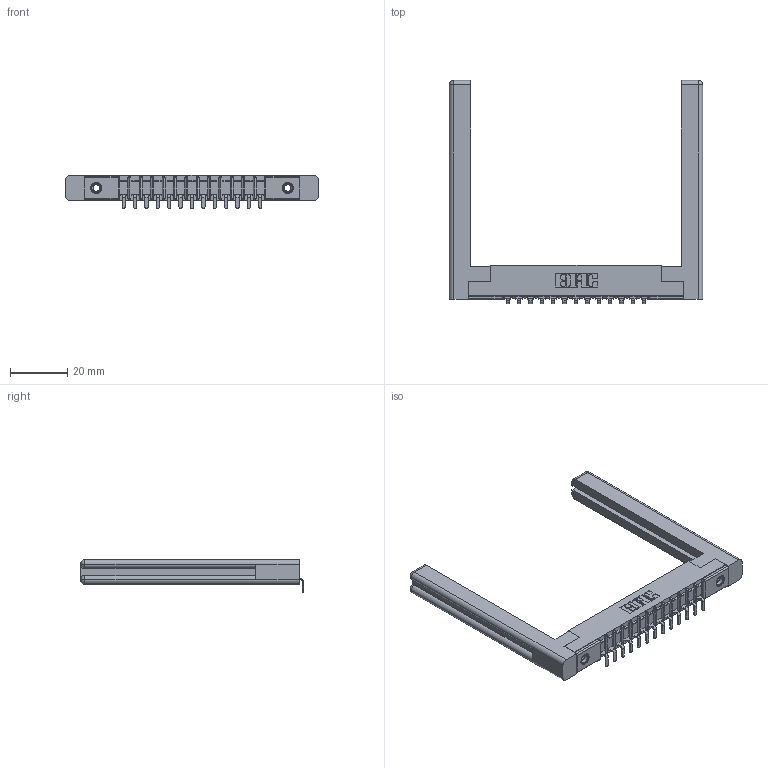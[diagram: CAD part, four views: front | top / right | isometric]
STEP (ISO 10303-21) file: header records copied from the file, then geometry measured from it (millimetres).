
FILE_DESCRIPTION (( 'STEP AP203' ), '1' );
FILE_NAME ('307-013-453-158.STEP', '2020-09-25T14:07:54', ( '' ), ( '' ), 'SwSTEP 2.0', 'SolidWorks 2020', '' );
FILE_SCHEMA (( 'CONFIG_CONTROL_DESIGN' ));
Length unit declared in the file: inch
Products named in the file (5): 307-013-453-158; 307 Part_.156 Dia Mounting Holes; 307-220-058; 345-250-001_345-250-001-102; 307-290-002_553
Assembly tree (18 placements, depth 2):
  307-013-453-158
    307 Part_.156 Dia Mounting Holes
    307-290-002_553  x13
    307-220-058  x2
    345-250-001_345-250-001-102  x2
Bounding box: 88.14 x 77.64 x 11.51 mm (x, y, z)
Volume: 13492.3 mm3; surface area: 15102.4 mm2
Topology: 18 solids, 18 shells, 1288 faces, 3849 edges, 2514 vertices
Faces by surface type: plane 765, cylinder 471, sphere 28, torus 12, cone 12
Entity records: 18207 total; most frequent: CARTESIAN_POINT 3075, ORIENTED_EDGE 3004, DIRECTION 2962, EDGE_CURVE 1502, VECTOR 1132, LINE 1132, VERTEX_POINT 974, AXIS2_PLACEMENT_3D 915
